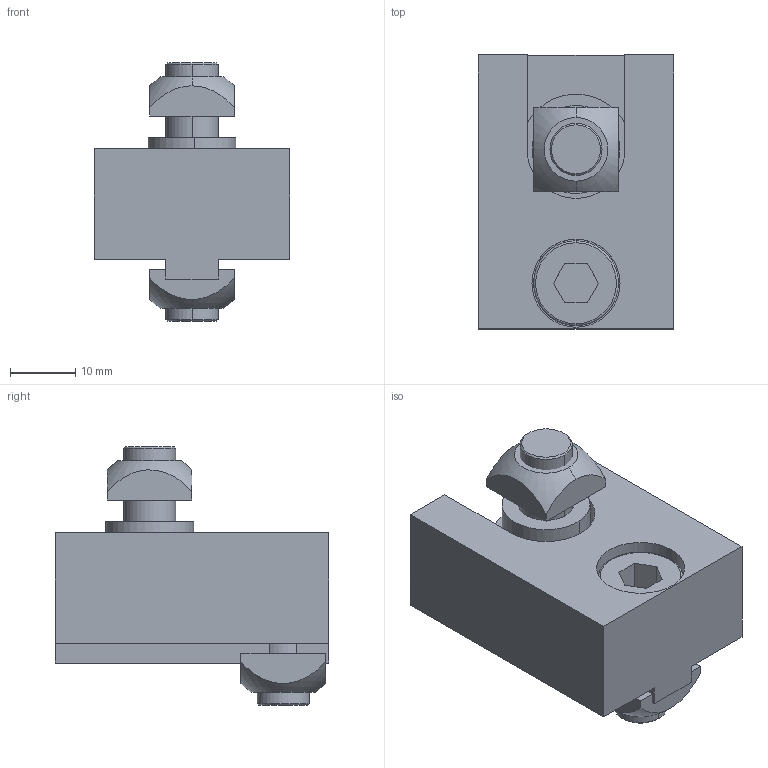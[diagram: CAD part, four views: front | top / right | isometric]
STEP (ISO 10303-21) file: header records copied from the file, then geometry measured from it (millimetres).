
FILE_DESCRIPTION (( 'STEP AP203' ), '1' );
FILE_NAME ('084.407.001.STEP', '2013-01-28T09:44:58', ( 'Alusic' ), ( 'Alusic' ), 'SwSTEP 2.0', 'SolidWorks 2011', '' );
FILE_SCHEMA (( 'CONFIG_CONTROL_DESIGN' ));
Length unit declared in the file: millimetre
Products named in the file (5): 084.407.001b; 084.301.000 VITI ALUSIC_084.301.003; 084.302.000 DADI ALUSIC 13x13_084.302.004; 084.407.001a; 084.407.001
Assembly tree (6 placements, depth 2):
  084.407.001
    084.302.000 DADI ALUSIC 13x13_084.302.004  x2
    084.407.001a
    084.407.001b
    084.301.000 VITI ALUSIC_084.301.003  x2
Bounding box: 30 x 42 x 39.7 mm (x, y, z)
Volume: 19826.5 mm3; surface area: 11513.6 mm2
Topology: 6 solids, 6 shells, 96 faces, 226 edges, 148 vertices
Faces by surface type: plane 56, cylinder 28, torus 8, cone 4
Entity records: 2675 total; most frequent: CARTESIAN_POINT 443, DIRECTION 370, ORIENTED_EDGE 328, EDGE_CURVE 164, AXIS2_PLACEMENT_3D 135, VERTEX_POINT 108, VECTOR 100, LINE 100
